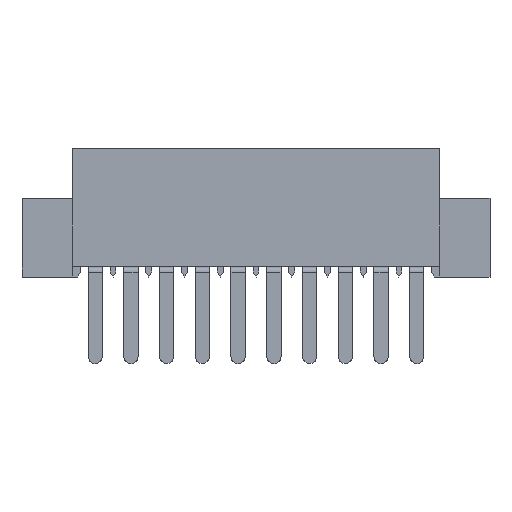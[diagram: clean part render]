
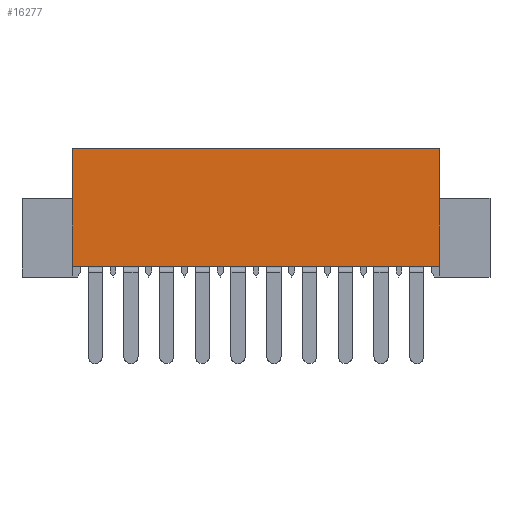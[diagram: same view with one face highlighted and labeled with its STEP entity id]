
A CAD part, top view. The second image highlights one B-rep face of the part: STEP entity #16277.
In plain terms, the highlighted planar face has unit normal (0, 0, 1).
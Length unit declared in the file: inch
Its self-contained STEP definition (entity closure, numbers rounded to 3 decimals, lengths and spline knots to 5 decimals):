
#379 = DIRECTION ( 'NONE',  ( -1., 0., 0. ) ) ;
#380 = VECTOR ( 'NONE', #379, 39.37008 ) ;
#381 = CARTESIAN_POINT ( 'NONE',  ( 0.515, 0., 0.06 ) ) ;
#382 = LINE ( 'NONE', #381, #380 ) ;
#611 = CARTESIAN_POINT ( 'NONE',  ( 0., 0., 0.06 ) ) ;
#719 = CARTESIAN_POINT ( 'NONE',  ( 0., 0.165, 0.06 ) ) ;
#720 = DIRECTION ( 'NONE',  ( 0., -1., 0. ) ) ;
#721 = VECTOR ( 'NONE', #720, 39.37008 ) ;
#722 = CARTESIAN_POINT ( 'NONE',  ( 0., 0.165, 0.06 ) ) ;
#723 = LINE ( 'NONE', #722, #721 ) ;
#783 = CARTESIAN_POINT ( 'NONE',  ( 0.515, 0., 0.06 ) ) ;
#784 = DIRECTION ( 'NONE',  ( 0., -1., 0. ) ) ;
#785 = VECTOR ( 'NONE', #784, 39.37008 ) ;
#786 = CARTESIAN_POINT ( 'NONE',  ( 0.515, 0.165, 0.06 ) ) ;
#787 = LINE ( 'NONE', #786, #785 ) ;
#792 = CARTESIAN_POINT ( 'NONE',  ( 0.515, 0.165, 0.06 ) ) ;
#1374 = DIRECTION ( 'NONE',  ( -1., 0., 0. ) ) ;
#1375 = VECTOR ( 'NONE', #1374, 39.37008 ) ;
#1376 = CARTESIAN_POINT ( 'NONE',  ( 0.515, 0.165, 0.06 ) ) ;
#1377 = LINE ( 'NONE', #1376, #1375 ) ;
#1549 = DIRECTION ( 'NONE',  ( 1., 0., 0. ) ) ;
#1550 = DIRECTION ( 'NONE',  ( 0., 0., 1. ) ) ;
#1551 = CARTESIAN_POINT ( 'NONE',  ( 0.515, 0.165, 0.06 ) ) ;
#1552 = AXIS2_PLACEMENT_3D ( 'NONE', #1551, #1550, #1549 ) ;
#1553 = PLANE ( 'NONE',  #1552 ) ;
#1554 = FACE_OUTER_BOUND ( 'NONE', #15936, .T. ) ;
#15618 = EDGE_CURVE ( 'NONE', #15875, #15794, #382, .T. ) ;
#15794 = VERTEX_POINT ( 'NONE', #611 ) ;
#15796 = EDGE_CURVE ( 'NONE', #15797, #15794, #723, .T. ) ;
#15797 = VERTEX_POINT ( 'NONE', #719 ) ;
#15869 = VERTEX_POINT ( 'NONE', #792 ) ;
#15874 = EDGE_CURVE ( 'NONE', #15869, #15875, #787, .T. ) ;
#15875 = VERTEX_POINT ( 'NONE', #783 ) ;
#15936 = EDGE_LOOP ( 'NONE', ( #16120, #16121, #16122, #16124 ) ) ;
#16120 = ORIENTED_EDGE ( 'NONE', *, *, #15618, .F. ) ;
#16121 = ORIENTED_EDGE ( 'NONE', *, *, #15874, .F. ) ;
#16122 = ORIENTED_EDGE ( 'NONE', *, *, #16123, .T. ) ;
#16123 = EDGE_CURVE ( 'NONE', #15869, #15797, #1377, .T. ) ;
#16124 = ORIENTED_EDGE ( 'NONE', *, *, #15796, .T. ) ;
#16277 = ADVANCED_FACE ( 'NONE', ( #1554 ), #1553, .T. ) ;
